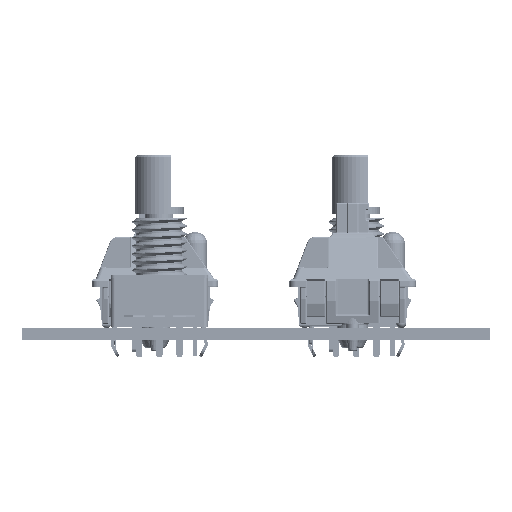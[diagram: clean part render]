
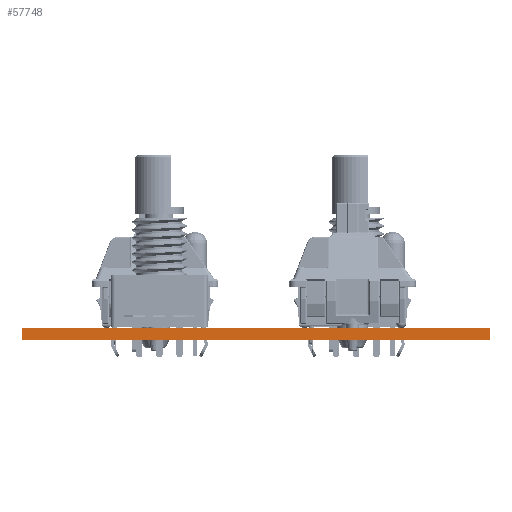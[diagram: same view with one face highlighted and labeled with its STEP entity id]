
A CAD part, left-side view. The second image highlights one B-rep face of the part: STEP entity #57748.
In plain terms, the highlighted planar face has unit normal (-1, 0, 0).
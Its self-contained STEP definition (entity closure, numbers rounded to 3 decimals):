
#57692 = VERTEX_POINT('',#57693);
#57693 = CARTESIAN_POINT('',(49.5,-148.,1.51));
#57699 = EDGE_CURVE('',#57700,#57692,#57702,.T.);
#57700 = VERTEX_POINT('',#57701);
#57701 = CARTESIAN_POINT('',(49.5,-148.,0.));
#57702 = LINE('',#57703,#57704);
#57703 = CARTESIAN_POINT('',(49.5,-148.,0.));
#57704 = VECTOR('',#57705,1.);
#57705 = DIRECTION('',(0.,0.,1.));
#57748 = ADVANCED_FACE('',(#57749),#57774,.T.);
#57749 = FACE_BOUND('',#57750,.T.);
#57750 = EDGE_LOOP('',(#57751,#57752,#57760,#57768));
#57751 = ORIENTED_EDGE('',*,*,#57699,.T.);
#57752 = ORIENTED_EDGE('',*,*,#57753,.T.);
#57753 = EDGE_CURVE('',#57692,#57754,#57756,.T.);
#57754 = VERTEX_POINT('',#57755);
#57755 = CARTESIAN_POINT('',(49.5,-90.,1.51));
#57756 = LINE('',#57757,#57758);
#57757 = CARTESIAN_POINT('',(49.5,-148.,1.51));
#57758 = VECTOR('',#57759,1.);
#57759 = DIRECTION('',(0.,1.,0.));
#57760 = ORIENTED_EDGE('',*,*,#57761,.F.);
#57761 = EDGE_CURVE('',#57762,#57754,#57764,.T.);
#57762 = VERTEX_POINT('',#57763);
#57763 = CARTESIAN_POINT('',(49.5,-90.,0.));
#57764 = LINE('',#57765,#57766);
#57765 = CARTESIAN_POINT('',(49.5,-90.,0.));
#57766 = VECTOR('',#57767,1.);
#57767 = DIRECTION('',(0.,0.,1.));
#57768 = ORIENTED_EDGE('',*,*,#57769,.F.);
#57769 = EDGE_CURVE('',#57700,#57762,#57770,.T.);
#57770 = LINE('',#57771,#57772);
#57771 = CARTESIAN_POINT('',(49.5,-148.,0.));
#57772 = VECTOR('',#57773,1.);
#57773 = DIRECTION('',(0.,1.,0.));
#57774 = PLANE('',#57775);
#57775 = AXIS2_PLACEMENT_3D('',#57776,#57777,#57778);
#57776 = CARTESIAN_POINT('',(49.5,-148.,0.));
#57777 = DIRECTION('',(-1.,0.,0.));
#57778 = DIRECTION('',(0.,1.,0.));
